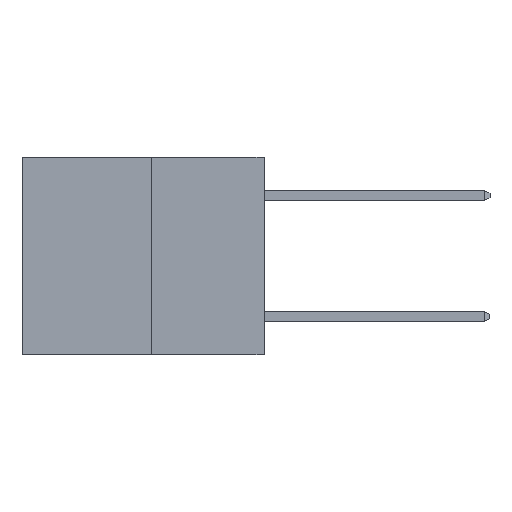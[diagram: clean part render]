
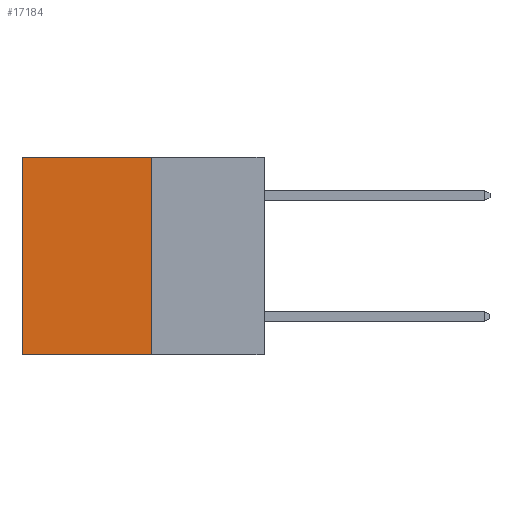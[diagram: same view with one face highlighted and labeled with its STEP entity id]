
A CAD part, left-side view. The second image highlights one B-rep face of the part: STEP entity #17184.
In plain terms, the highlighted planar face has unit normal (-1, 0, 0).
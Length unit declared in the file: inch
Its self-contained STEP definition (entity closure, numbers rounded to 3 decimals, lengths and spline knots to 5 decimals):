
#437 = DIRECTION ( 'NONE',  ( 1., 0., 0. ) ) ;
#533 = EDGE_LOOP ( 'NONE', ( #15555, #7791, #8448, #7266 ) ) ;
#558 = CARTESIAN_POINT ( 'NONE',  ( 0.3165, 0.28, 0. ) ) ;
#865 = LINE ( 'NONE', #8777, #9229 ) ;
#1062 = EDGE_CURVE ( 'NONE', #3294, #2246, #865, .T. ) ;
#1248 = DIRECTION ( 'NONE',  ( 0., 0., -1. ) ) ;
#2174 = LINE ( 'NONE', #8555, #13985 ) ;
#2246 = VERTEX_POINT ( 'NONE', #15189 ) ;
#2616 = LINE ( 'NONE', #6540, #13803 ) ;
#3048 = DIRECTION ( 'NONE',  ( 0., 0., -1. ) ) ;
#3086 = DIRECTION ( 'NONE',  ( 0., 1., 0. ) ) ;
#3261 = DIRECTION ( 'NONE',  ( 0., 1., 0. ) ) ;
#3294 = VERTEX_POINT ( 'NONE', #15361 ) ;
#4374 = CARTESIAN_POINT ( 'NONE',  ( 0.3165, 0.28, 0. ) ) ;
#4665 = CARTESIAN_POINT ( 'NONE',  ( 0.3165, 0.28, -0.49 ) ) ;
#4876 = EDGE_CURVE ( 'NONE', #17187, #11850, #5612, .T. ) ;
#5450 = EDGE_CURVE ( 'NONE', #17187, #3294, #2616, .T. ) ;
#5612 = LINE ( 'NONE', #4374, #12324 ) ;
#6540 = CARTESIAN_POINT ( 'NONE',  ( 0.3165, 0.28, -0.49 ) ) ;
#7217 = AXIS2_PLACEMENT_3D ( 'NONE', #4665, #437, #7432 ) ;
#7259 = EDGE_CURVE ( 'NONE', #11850, #2246, #2174, .T. ) ;
#7266 = ORIENTED_EDGE ( 'NONE', *, *, #4876, .T. ) ;
#7432 = DIRECTION ( 'NONE',  ( 0., 0., -1. ) ) ;
#7701 = CARTESIAN_POINT ( 'NONE',  ( 0.3165, 0.6, 0. ) ) ;
#7791 = ORIENTED_EDGE ( 'NONE', *, *, #1062, .F. ) ;
#8448 = ORIENTED_EDGE ( 'NONE', *, *, #5450, .F. ) ;
#8555 = CARTESIAN_POINT ( 'NONE',  ( 0.3165, 0.6, -0.49 ) ) ;
#8777 = CARTESIAN_POINT ( 'NONE',  ( 0.3165, 0.28, -0.49 ) ) ;
#9229 = VECTOR ( 'NONE', #3261, 39.37008 ) ;
#9699 = FACE_OUTER_BOUND ( 'NONE', #533, .T. ) ;
#11850 = VERTEX_POINT ( 'NONE', #7701 ) ;
#12324 = VECTOR ( 'NONE', #3086, 39.37008 ) ;
#13803 = VECTOR ( 'NONE', #1248, 39.37008 ) ;
#13985 = VECTOR ( 'NONE', #3048, 39.37008 ) ;
#15189 = CARTESIAN_POINT ( 'NONE',  ( 0.3165, 0.6, -0.49 ) ) ;
#15361 = CARTESIAN_POINT ( 'NONE',  ( 0.3165, 0.28, -0.49 ) ) ;
#15555 = ORIENTED_EDGE ( 'NONE', *, *, #7259, .T. ) ;
#17089 = PLANE ( 'NONE',  #7217 ) ;
#17184 = ADVANCED_FACE ( 'NONE', ( #9699 ), #17089, .F. ) ;
#17187 = VERTEX_POINT ( 'NONE', #558 ) ;
